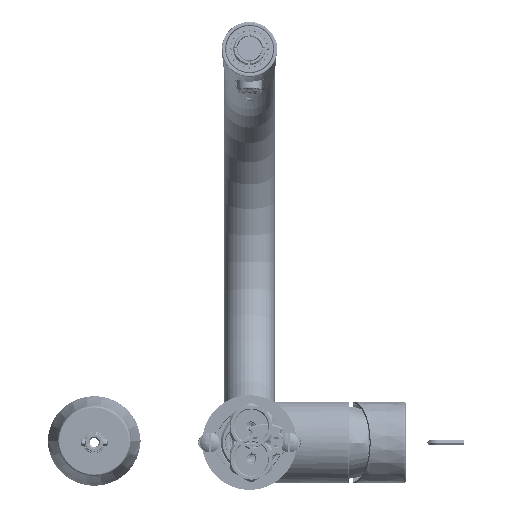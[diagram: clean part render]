
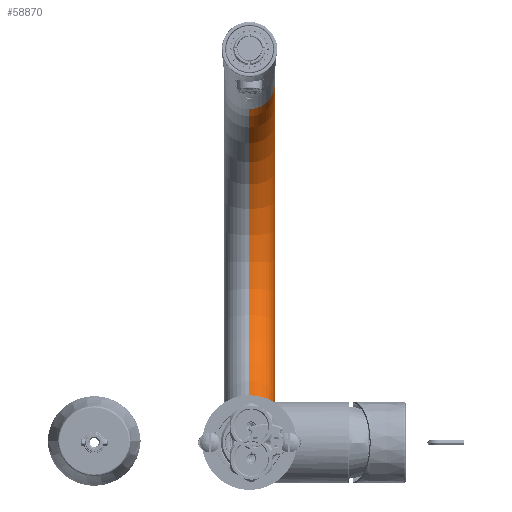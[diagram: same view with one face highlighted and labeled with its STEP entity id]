
A CAD part, front view. The second image highlights one B-rep face of the part: STEP entity #58870.
In plain terms, the highlighted toroidal (fillet/blend) face has major radius 100 mm and minor radius 14 mm.
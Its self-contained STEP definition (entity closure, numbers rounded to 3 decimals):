
#58090=CARTESIAN_POINT('',(0.,170.,0.));
#58091=DIRECTION('',(0.,1.,0.));
#58092=DIRECTION('',(1.,0.,0.));
#58093=AXIS2_PLACEMENT_3D('',#58090,#58091,#58092);
#58095=CARTESIAN_POINT('',(100.,170.,0.));
#58096=DIRECTION('',(0.,0.,-1.));
#58097=DIRECTION('',(-1.,0.,0.));
#58098=AXIS2_PLACEMENT_3D('',#58095,#58096,#58097);
#58105=CARTESIAN_POINT('',(100.,170.,0.));
#58106=DIRECTION('',(0.,0.,-1.));
#58107=DIRECTION('',(-1.,0.,0.));
#58108=AXIS2_PLACEMENT_3D('',#58105,#58106,#58107);
#58221=CARTESIAN_POINT('',(198.481,187.365,0.));
#58222=DIRECTION('',(0.174,-0.985,0.));
#58223=DIRECTION('',(-0.985,-0.174,0.));
#58224=AXIS2_PLACEMENT_3D('',#58221,#58222,#58223);
#58697=CARTESIAN_POINT('',(-14.,170.,0.));
#58698=CARTESIAN_POINT('',(14.,170.,0.));
#58699=VERTEX_POINT('',#58697);
#58700=VERTEX_POINT('',#58698);
#58701=CARTESIAN_POINT('',(212.268,189.796,0.));
#58702=VERTEX_POINT('',#58701);
#58703=CARTESIAN_POINT('',(184.693,184.934,0.));
#58704=VERTEX_POINT('',#58703);
#58856=CARTESIAN_POINT('',(100.,170.,0.));
#58857=DIRECTION('',(0.,0.,-1.));
#58858=DIRECTION('',(1.,0.,0.));
#58859=AXIS2_PLACEMENT_3D('',#58856,#58857,#58858);
#58860=TOROIDAL_SURFACE('',#58859,100.,14.);
#58861=ORIENTED_EDGE('',*,*,#58850,.F.);
#58863=ORIENTED_EDGE('',*,*,#58862,.T.);
#58865=ORIENTED_EDGE('',*,*,#58864,.T.);
#58867=ORIENTED_EDGE('',*,*,#58866,.F.);
#58868=EDGE_LOOP('',(#58861,#58863,#58865,#58867));
#58869=FACE_OUTER_BOUND('',#58868,.F.);
#58870=ADVANCED_FACE('',(#58869),#58860,.T.);
#58094=CIRCLE('',#58093,14.);
#58099=CIRCLE('',#58098,86.);
#58109=CIRCLE('',#58108,114.);
#58225=CIRCLE('',#58224,14.);
#58850=EDGE_CURVE('',#58700,#58699,#58094,.T.);
#58862=EDGE_CURVE('',#58700,#58704,#58099,.T.);
#58864=EDGE_CURVE('',#58704,#58702,#58225,.T.);
#58866=EDGE_CURVE('',#58699,#58702,#58109,.T.);
